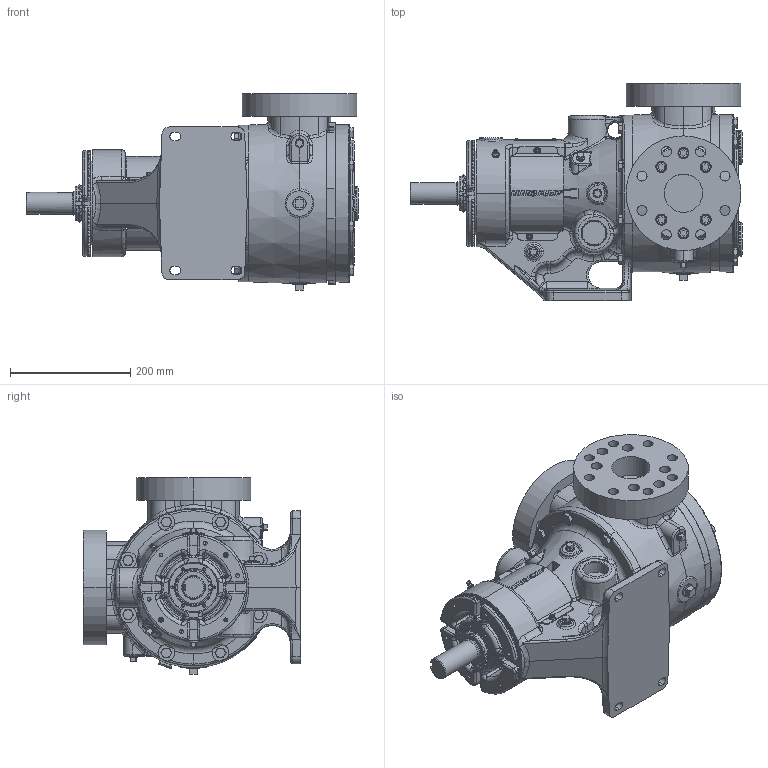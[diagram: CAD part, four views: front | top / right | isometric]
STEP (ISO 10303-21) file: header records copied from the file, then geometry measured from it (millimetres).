
FILE_DESCRIPTION (( 'STEP AP214' ), '1' );
FILE_NAME ('LV-4521.STEP', '2024-04-03T14:33:51', ( '' ), ( '' ), 'SwSTEP 2.0', 'SolidWorks 2022', '' );
FILE_SCHEMA (( 'AUTOMOTIVE_DESIGN' ));
Length unit declared in the file: inch
Products named in the file (1): LV-4521
Bounding box: 551.33 x 360.36 x 327.11 mm (x, y, z)
Volume: 18444707.9 mm3; surface area: 930018.9 mm2
Topology: 1 solids, 13 shells, 4511 faces, 11536 edges, 7239 vertices
Faces by surface type: plane 1514, bspline 1320, cylinder 899, cone 622, torus 102, sphere 54
Entity records: 256446 total; most frequent: CARTESIAN_POINT 100133, ORIENTED_EDGE 22914, DIRECTION 16334, EDGE_CURVE 11457, VERTEX_POINT 7236, AXIS2_PLACEMENT_3D 6203, EDGE_LOOP 4853, LENGTH_MEASURE_WITH_UNIT 4514
